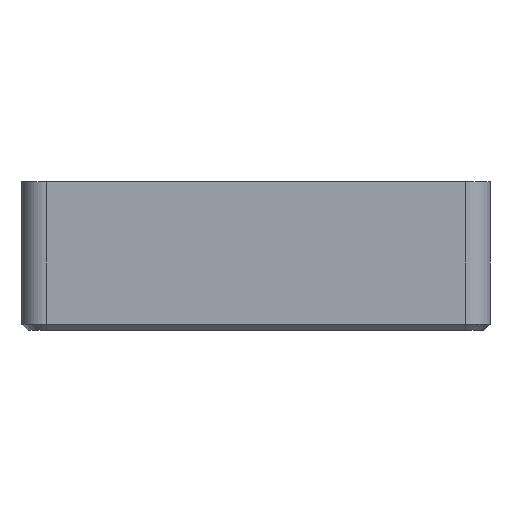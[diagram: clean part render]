
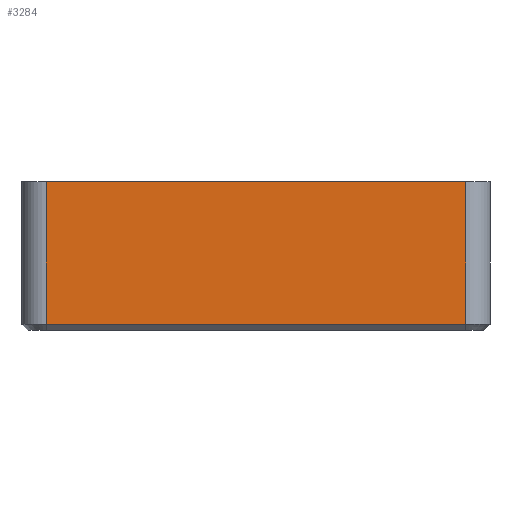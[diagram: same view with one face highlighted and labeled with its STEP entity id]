
A CAD part, front view. The second image highlights one B-rep face of the part: STEP entity #3284.
In plain terms, the highlighted planar face has unit normal (0, -1, 0).
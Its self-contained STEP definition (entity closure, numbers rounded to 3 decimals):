
#1096 = VERTEX_POINT('',#1097);
#1097 = CARTESIAN_POINT('',(-34.35,-56.3,22.8));
#1104 = EDGE_CURVE('',#1096,#1105,#1107,.T.);
#1105 = VERTEX_POINT('',#1106);
#1106 = CARTESIAN_POINT('',(34.35,-56.3,22.8));
#1107 = LINE('',#1108,#1109);
#1108 = CARTESIAN_POINT('',(38.35,-56.3,22.8));
#1109 = VECTOR('',#1110,1.);
#1110 = DIRECTION('',(1.,0.,0.));
#3264 = VERTEX_POINT('',#3265);
#3265 = CARTESIAN_POINT('',(-34.35,-56.3,-0.6));
#3272 = EDGE_CURVE('',#3264,#1096,#3273,.T.);
#3273 = LINE('',#3274,#3275);
#3274 = CARTESIAN_POINT('',(-34.35,-56.3,-1.6));
#3275 = VECTOR('',#3276,1.);
#3276 = DIRECTION('',(0.,0.,1.));
#3284 = ADVANCED_FACE('',(#3285),#3303,.T.);
#3285 = FACE_BOUND('',#3286,.T.);
#3286 = EDGE_LOOP('',(#3287,#3295,#3301,#3302));
#3287 = ORIENTED_EDGE('',*,*,#3288,.F.);
#3288 = EDGE_CURVE('',#3289,#3264,#3291,.T.);
#3289 = VERTEX_POINT('',#3290);
#3290 = CARTESIAN_POINT('',(34.35,-56.3,-0.6));
#3291 = LINE('',#3292,#3293);
#3292 = CARTESIAN_POINT('',(-19.175,-56.3,-0.6));
#3293 = VECTOR('',#3294,1.);
#3294 = DIRECTION('',(-1.,0.,0.));
#3295 = ORIENTED_EDGE('',*,*,#3296,.F.);
#3296 = EDGE_CURVE('',#1105,#3289,#3297,.T.);
#3297 = LINE('',#3298,#3299);
#3298 = CARTESIAN_POINT('',(34.35,-56.3,-1.6));
#3299 = VECTOR('',#3300,1.);
#3300 = DIRECTION('',(0.,0.,-1.));
#3301 = ORIENTED_EDGE('',*,*,#1104,.F.);
#3302 = ORIENTED_EDGE('',*,*,#3272,.F.);
#3303 = PLANE('',#3304);
#3304 = AXIS2_PLACEMENT_3D('',#3305,#3306,#3307);
#3305 = CARTESIAN_POINT('',(-38.35,-56.3,-1.6));
#3306 = DIRECTION('',(0.,-1.,0.));
#3307 = DIRECTION('',(1.,0.,0.));
